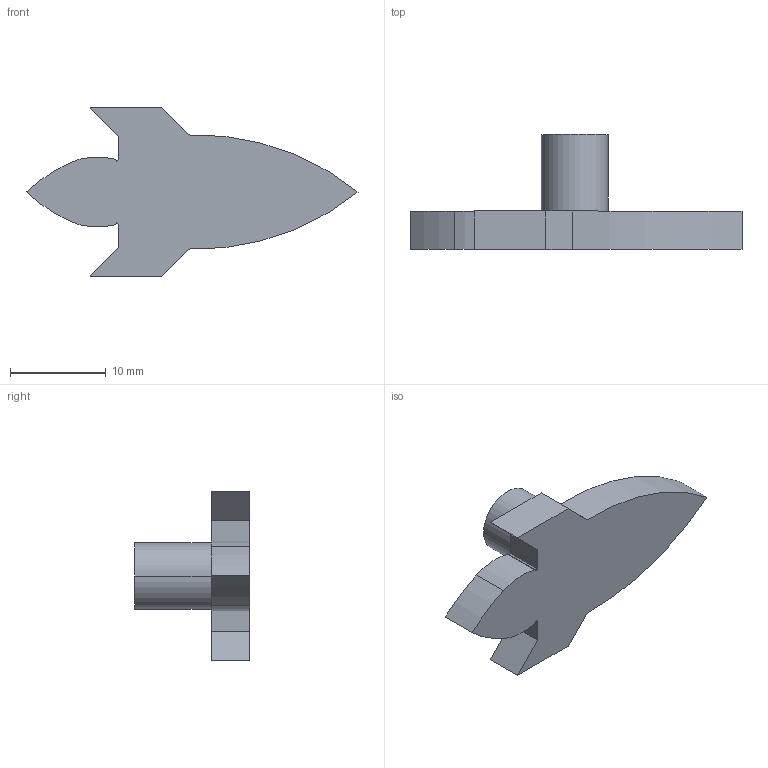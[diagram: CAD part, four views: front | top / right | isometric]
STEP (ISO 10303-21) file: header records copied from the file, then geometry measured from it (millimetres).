
FILE_DESCRIPTION((''),'2;1');
FILE_NAME('TEST','2024-04-17T11:51:57',('v_kqi'),(''),'CREO PARAMETRIC BY PTC INC, 2021184','CREO PARAMETRIC BY PTC INC, 2021184','');
FILE_SCHEMA(('AUTOMOTIVE_DESIGN { 1 0 10303 214 1 1 1 1 }'));
Length unit declared in the file: millimetre
Products named in the file (1): TEST
Bounding box: 34.69 x 12 x 17.59 mm (x, y, z)
Volume: 1465.4 mm3; surface area: 1343.5 mm2
Topology: 1 solids, 1 shells, 26 faces, 66 edges, 44 vertices
Faces by surface type: bspline 26
Entity records: 1402 total; most frequent: CARTESIAN_POINT 352, ORIENTED_EDGE 132, DIRECTION 94, PROPERTY_DEFINITION 76, REPRESENTATION 74, PROPERTY_DEFINITION_REPRESENTATION 74, DESCRIPTIVE_REPRESENTATION_ITEM 66, EDGE_CURVE 66
